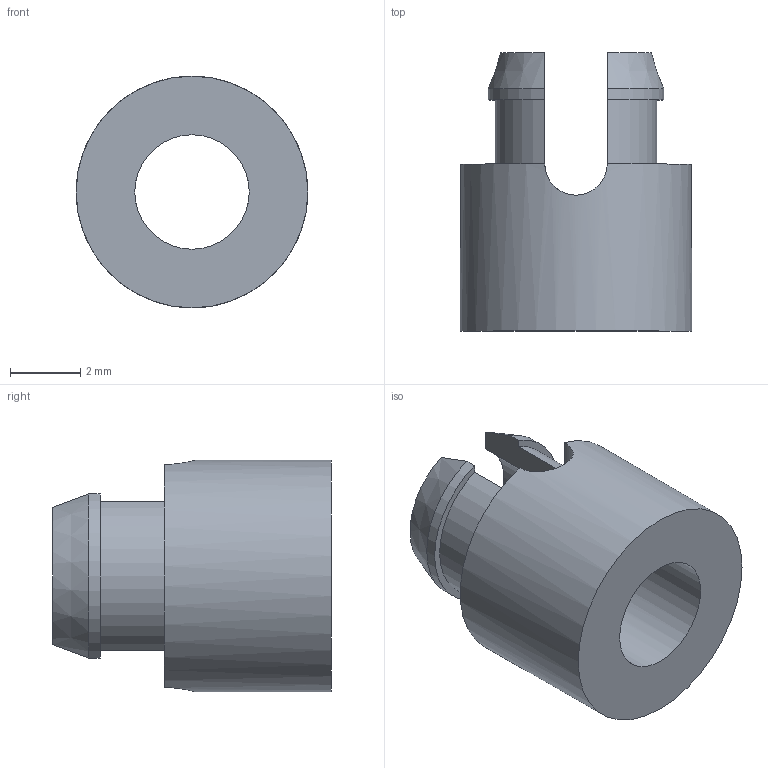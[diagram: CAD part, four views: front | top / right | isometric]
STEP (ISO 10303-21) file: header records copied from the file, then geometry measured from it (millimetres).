
FILE_DESCRIPTION((' '),'2;1');
FILE_NAME( '1837N12_Stackable Snap-in Supports.stp', '2024-09-22T06:12:00', (' '), ('--- ---'), ' V2024.3 Jun 21 2024', ' 2024 (c)', ' ');
FILE_SCHEMA(('AP242_MANAGED_MODEL_BASED_3D_ENGINEERING_MIM_LF { 1 0 10303 442 1 1 4 }'));
Length unit declared in the file: millimetre
Products named in the file (1): 1837N12_Stackable Snap-in Supports
Bounding box: 6.6 x 7.94 x 6.6 mm (x, y, z)
Volume: 138.4 mm3; surface area: 264.8 mm2
Topology: 1 solids, 1 shells, 21 faces, 56 edges, 36 vertices
Faces by surface type: plane 11, cylinder 8, cone 2
Full cylindrical faces by diameter (mm): 3.264 x1, 6.604 x1
Entity records: 758 total; most frequent: CARTESIAN_POINT 216, DIRECTION 110, ORIENTED_EDGE 104, EDGE_CURVE 52, AXIS2_PLACEMENT_3D 41, VERTEX_POINT 34, VECTOR 28, LINE 28
